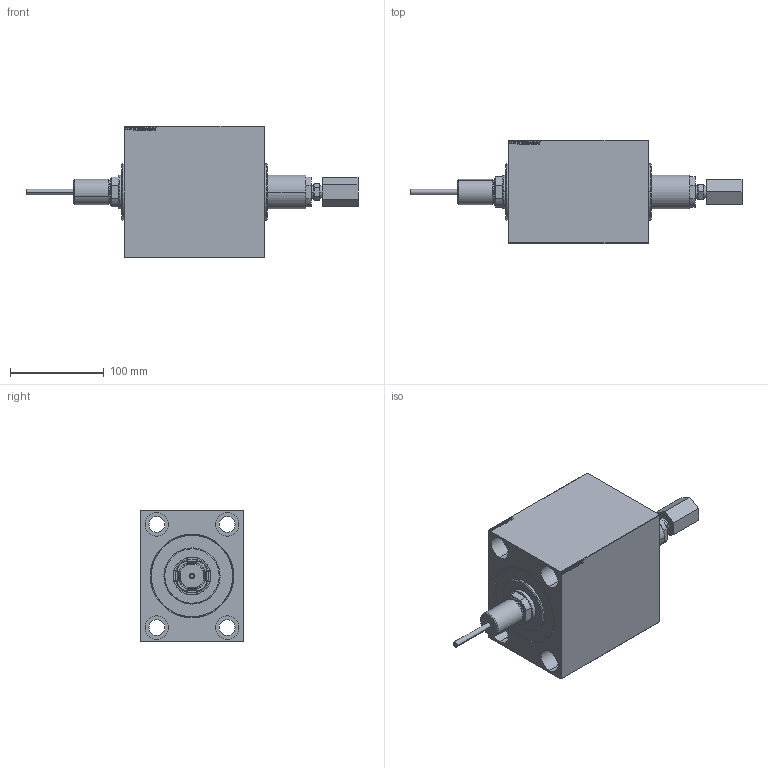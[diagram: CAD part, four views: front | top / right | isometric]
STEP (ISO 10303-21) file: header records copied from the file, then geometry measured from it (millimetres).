
FILE_DESCRIPTION (( 'STEP AP203' ), '1' );
FILE_NAME ('9cc7.STEP', '2022-09-02T09:20:33', ( '' ), ( '' ), 'SwSTEP 2.0', 'SolidWorks 2019', '' );
FILE_SCHEMA (( 'CONFIG_CONTROL_DESIGN' ));
Length unit declared in the file: millimetre
Products named in the file (6): 9cc7; V450DCP_C_Body 508bb60aa8891eeae34ce418b9416fcb; V450DCP_VC_B 508bb60aa8891eeae34ce418b9416fcb; V450DCP_B_VCP 508bb60aa8891eeae34ce418b9416fcb; V450DCP_B_RodCooling_ACCESSORIES 508bb60aa8891eeae34ce418b9416fcb; V450CP_MALE_METRIC 508bb60aa8891eeae34ce418b9416fcb
Assembly tree (5 placements, depth 2):
  9cc7
    V450DCP_C_Body 508bb60aa8891eeae34ce418b9416fcb
    V450DCP_B_RodCooling_ACCESSORIES 508bb60aa8891eeae34ce418b9416fcb
    V450CP_MALE_METRIC 508bb60aa8891eeae34ce418b9416fcb
    V450DCP_B_VCP 508bb60aa8891eeae34ce418b9416fcb
    V450DCP_VC_B 508bb60aa8891eeae34ce418b9416fcb
Bounding box: 354.2 x 110 x 140 mm (x, y, z)
Volume: 2057824.7 mm3; surface area: 270113.7 mm2
Topology: 5 solids, 5 shells, 968 faces, 2452 edges, 1618 vertices
Faces by surface type: plane 448, bspline 380, cylinder 102, cone 34, torus 4
Entity records: 47234 total; most frequent: CARTESIAN_POINT 25626, ORIENTED_EDGE 4904, DIRECTION 3130, EDGE_CURVE 2452, VERTEX_POINT 1618, LINE 1406, VECTOR 1406, EDGE_LOOP 1112
